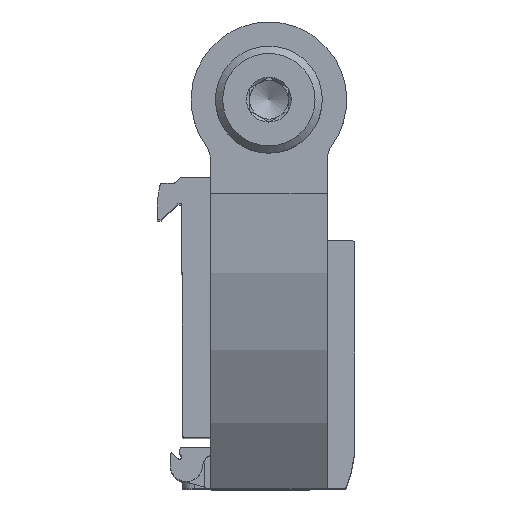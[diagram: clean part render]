
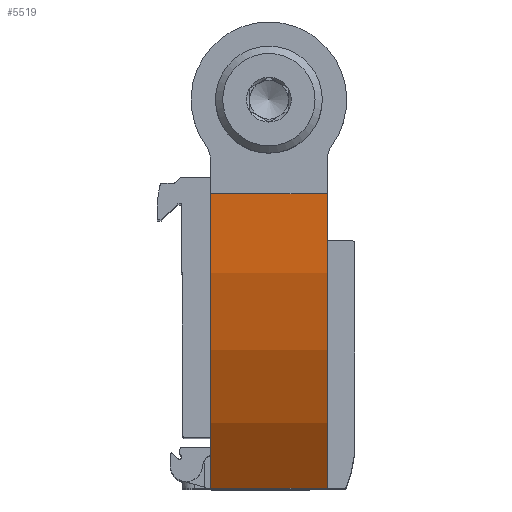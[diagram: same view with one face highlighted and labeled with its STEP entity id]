
A CAD part, top view. The second image highlights one B-rep face of the part: STEP entity #5519.
In plain terms, the highlighted cylindrical face has radius 95 mm (diameter 190 mm), a partial arc.
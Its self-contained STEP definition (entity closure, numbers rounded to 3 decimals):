
#321=CIRCLE('',#6057,95.);
#331=CIRCLE('',#6074,95.);
#532=CYLINDRICAL_SURFACE('',#6092,95.);
#1491=ORIENTED_EDGE('',*,*,#2613,.T.);
#1492=ORIENTED_EDGE('',*,*,#2631,.T.);
#1493=ORIENTED_EDGE('',*,*,#2578,.T.);
#1494=ORIENTED_EDGE('',*,*,#2635,.F.);
#2578=EDGE_CURVE('',#3249,#3248,#321,.F.);
#2613=EDGE_CURVE('',#3275,#3274,#331,.F.);
#2631=EDGE_CURVE('',#3274,#3249,#3786,.F.);
#2635=EDGE_CURVE('',#3275,#3248,#3788,.F.);
#3248=VERTEX_POINT('',#8972);
#3249=VERTEX_POINT('',#8974);
#3274=VERTEX_POINT('',#9040);
#3275=VERTEX_POINT('',#9042);
#3786=LINE('',#9081,#4240);
#3788=LINE('',#9093,#4242);
#4240=VECTOR('',#7360,1000.);
#4242=VECTOR('',#7368,1000.);
#4605=EDGE_LOOP('',(#1491,#1492,#1493,#1494));
#5003=FACE_BOUND('',#4605,.T.);
#5519=ADVANCED_FACE('',(#5003),#532,.T.);
#6057=AXIS2_PLACEMENT_3D('',#8973,#7265,#7266);
#6074=AXIS2_PLACEMENT_3D('',#9041,#7324,#7325);
#6092=AXIS2_PLACEMENT_3D('',#9103,#7377,#7378);
#7265=DIRECTION('',(0.,0.,1.));
#7266=DIRECTION('',(1.,0.,0.));
#7324=DIRECTION('',(0.,0.,-1.));
#7325=DIRECTION('',(-1.,0.,0.));
#7360=DIRECTION('',(0.,0.,-1.));
#7368=DIRECTION('',(0.,0.,-1.));
#7377=DIRECTION('',(0.,0.,-1.));
#7378=DIRECTION('',(-1.,0.,0.));
#8972=CARTESIAN_POINT('',(-60.2,18.64,12.));
#8973=CARTESIAN_POINT('',(34.8,18.64,12.));
#8974=CARTESIAN_POINT('',(-38.411,-41.9,12.));
#9040=CARTESIAN_POINT('',(-38.411,-41.9,-12.));
#9041=CARTESIAN_POINT('',(34.8,18.64,-12.));
#9042=CARTESIAN_POINT('',(-60.2,18.64,-12.));
#9081=CARTESIAN_POINT('',(-38.411,-41.9,16.));
#9093=CARTESIAN_POINT('',(-60.2,18.64,16.));
#9103=CARTESIAN_POINT('',(34.8,18.64,16.));
